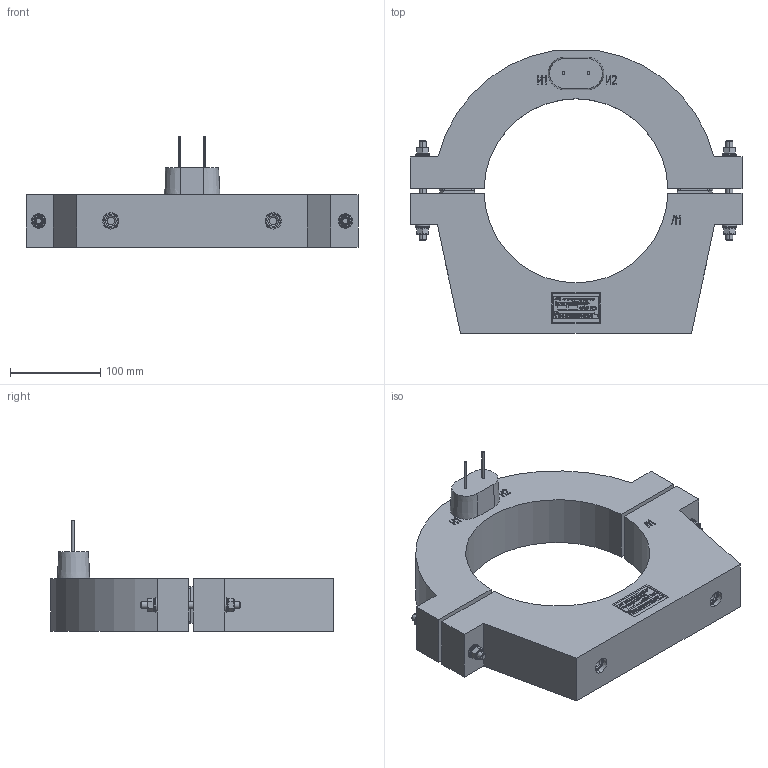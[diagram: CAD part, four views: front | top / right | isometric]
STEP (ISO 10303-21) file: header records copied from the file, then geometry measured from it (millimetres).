
FILE_DESCRIPTION (( 'STEP AP214' ), '1' );
FILE_NAME ('ﾒﾄﾇﾐﾋ-0,66-3ﾏ (3.1ﾏ; 3.2ﾏ; 3.3ﾏ).STEP', '2023-07-14T09:47:58', ( '' ), ( '' ), 'SwSTEP 2.0', 'SolidWorks 2014', '' );
FILE_SCHEMA (( 'AUTOMOTIVE_DESIGN' ));
Length unit declared in the file: millimetre
Products named in the file (15): Ãàéêà øåñòèãðàííàÿ DIN 934_8; ﾘ琺矜 DIN 127 B_8; ﾘ琺矜 DIN 125 ﾀ_8.01.019; øïèëüêà^ÈÁËÒ.671323.001 Äàò÷èê òîêà òðàíñôîðìàòîðíûé ðàçú¸ìíûé ÒÄÇÐË-0,66; ÂÅÈÓ.754312.178 Òàáëè÷êà íà äàò÷èê òîêà ÒÄÇÐË-0,66; ����.671323.502 ������ ������� ���� � ��������_-14 �����-0,66-3 (���); ��������^����.671323.502 ������ ������� ���� � ��������_�����-0,66-3 (���); Ãàéêà øåñòèãðàííàÿ DIN 934_10; ����.671323.502 ������ ������� ���� � ��������_-27 �����-0,66-3-� (����); Âèíò DIN 7985_Œ6å10; ÑÒ000152353 LIR 2.5 M6 Íàêîíå÷íèê î÷êîâûé 6 ïðîâ.2,5ìì Ò_90 £à; Ïðîâîä ÏÓÃÂ^ÂÅÈÓ.671323.502 Ñáîðêà äàò÷èêà òîêà ñ çàëèâêîé; Äîçàëèâêà^ÂÅÈÓ.671323.502 Ñáîðêà äàò÷èêà òîêà ñ çàëèâêîé; ��������^����.671323.502 ������ ������� ���� � ��������_�����-0,66-3 (����); ﾒﾄﾇﾐﾋ-0,66-3ﾏ (3.1ﾏ; 3.2ﾏ; 3.3ﾏ)
Assembly tree (27 placements, depth 3):
  ﾒﾄﾇﾐﾋ-0,66-3ﾏ (3.1ﾏ; 3.2ﾏ; 3.3ﾏ)
    ����.671323.502 ������ ������� ���� � ��������_-27 �����-0,66-3-� (����)
      ��������^����.671323.502 ������ ������� ���� � ��������_�����-0,66-3 (����)
      Äîçàëèâêà^ÂÅÈÓ.671323.502 Ñáîðêà äàò÷èêà òîêà ñ çàëèâêîé
      Ïðîâîä ÏÓÃÂ^ÂÅÈÓ.671323.502 Ñáîðêà äàò÷èêà òîêà ñ çàëèâêîé
      ÑÒ000152353 LIR 2.5 M6 Íàêîíå÷íèê î÷êîâûé 6 ïðîâ.2,5ìì Ò_90 £à  x2
      Âèíò DIN 7985_Œ6å10  x2
    ����.671323.502 ������ ������� ���� � ��������_-14 �����-0,66-3 (���)
      Ãàéêà øåñòèãðàííàÿ DIN 934_10  x2
      ��������^����.671323.502 ������ ������� ���� � ��������_�����-0,66-3 (���)
    ÂÅÈÓ.754312.178 Òàáëè÷êà íà äàò÷èê òîêà ÒÄÇÐË-0,66
    øïèëüêà^ÈÁËÒ.671323.001 Äàò÷èê òîêà òðàíñôîðìàòîðíûé ðàçú¸ìíûé ÒÄÇÐË-0,66  x2
    ﾘ琺矜 DIN 125 ﾀ_8.01.019  x4
    ﾘ琺矜 DIN 127 B_8  x4
    Ãàéêà øåñòèãðàííàÿ DIN 934_8  x4
Bounding box: 368 x 313.5 x 123.8 mm (x, y, z)
Volume: 2603399.9 mm3; surface area: 394447.9 mm2
Topology: 26 solids, 65 shells, 2513 faces, 6456 edges, 4164 vertices
Faces by surface type: plane 1012, bspline 605, cylinder 458, torus 356, cone 82
Entity records: 113961 total; most frequent: CARTESIAN_POINT 46495, ORIENTED_EDGE 12108, DIRECTION 9830, EDGE_CURVE 6054, VERTEX_POINT 3913, AXIS2_PLACEMENT_3D 3326, LINE 3178, VECTOR 3178
